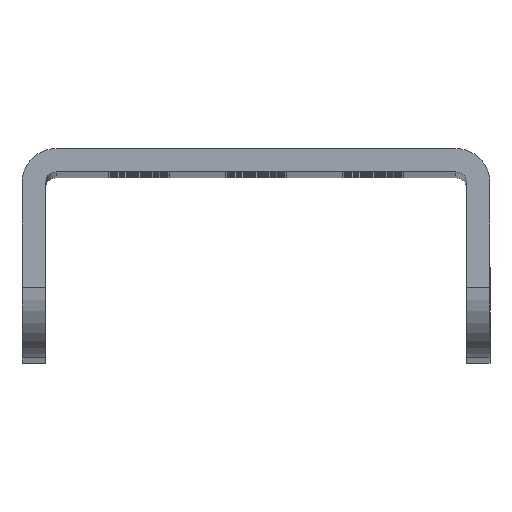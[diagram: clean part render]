
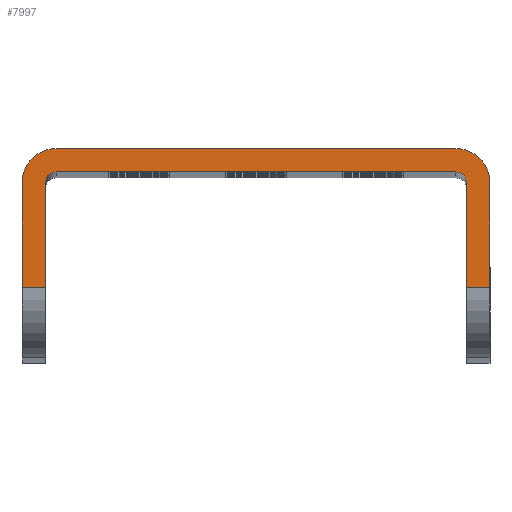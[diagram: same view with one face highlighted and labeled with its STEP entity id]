
A CAD part, top view. The second image highlights one B-rep face of the part: STEP entity #7997.
In plain terms, the highlighted planar face has unit normal (0, 0, 1).
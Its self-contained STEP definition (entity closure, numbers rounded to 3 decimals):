
#83 = CARTESIAN_POINT ( 'NONE',  ( -56.167, 5.143, 392. ) ) ;
#213 = EDGE_LOOP ( 'NONE', ( #6583, #10139, #10968, #8518, #8560, #603, #2446, #5993, #7750, #3288, #8959, #10481 ) ) ;
#225 = CARTESIAN_POINT ( 'NONE',  ( -56.167, 6.743, 392. ) ) ;
#409 = DIRECTION ( 'NONE',  ( 0., 0., -1. ) ) ;
#603 = ORIENTED_EDGE ( 'NONE', *, *, #1486, .F. ) ;
#706 = EDGE_CURVE ( 'NONE', #4259, #2069, #2523, .T. ) ;
#720 = EDGE_CURVE ( 'NONE', #9342, #3346, #2572, .T. ) ;
#741 = EDGE_CURVE ( 'NONE', #6274, #6045, #1554, .T. ) ;
#792 = VERTEX_POINT ( 'NONE', #7610 ) ;
#939 = CARTESIAN_POINT ( 'NONE',  ( -56.167, 4.406, 392. ) ) ;
#1238 = CARTESIAN_POINT ( 'NONE',  ( -56.903, 4.406, 392. ) ) ;
#1241 = AXIS2_PLACEMENT_3D ( 'NONE', #4499, #6326, #3753 ) ;
#1306 = EDGE_CURVE ( 'NONE', #5189, #3514, #7142, .T. ) ;
#1424 = CIRCLE ( 'NONE', #1968, 2.337 ) ;
#1432 = CIRCLE ( 'NONE', #1796, 0.737 ) ;
#1486 = EDGE_CURVE ( 'NONE', #6045, #792, #6327, .T. ) ;
#1489 = DIRECTION ( 'NONE',  ( 0., -1., 0. ) ) ;
#1554 = LINE ( 'NONE', #4931, #5217 ) ;
#1796 = AXIS2_PLACEMENT_3D ( 'NONE', #939, #4593, #6309 ) ;
#1928 = DIRECTION ( 'NONE',  ( 0., 1., 0. ) ) ;
#1968 = AXIS2_PLACEMENT_3D ( 'NONE', #8242, #409, #6470 ) ;
#1971 = VECTOR ( 'NONE', #6490, 1000. ) ;
#2069 = VERTEX_POINT ( 'NONE', #11294 ) ;
#2087 = VERTEX_POINT ( 'NONE', #3325 ) ;
#2104 = CARTESIAN_POINT ( 'NONE',  ( -28.84, 4.406, 392. ) ) ;
#2361 = DIRECTION ( 'NONE',  ( 1., 0., 0. ) ) ;
#2446 = ORIENTED_EDGE ( 'NONE', *, *, #741, .F. ) ;
#2464 = CARTESIAN_POINT ( 'NONE',  ( -56.903, 5.143, 392. ) ) ;
#2523 = LINE ( 'NONE', #2464, #5946 ) ;
#2566 = CARTESIAN_POINT ( 'NONE',  ( -28.103, 6.743, 392. ) ) ;
#2567 = CARTESIAN_POINT ( 'NONE',  ( -28.84, 6.743, 392. ) ) ;
#2572 = LINE ( 'NONE', #11235, #3209 ) ;
#2593 = VERTEX_POINT ( 'NONE', #6664 ) ;
#2605 = EDGE_CURVE ( 'NONE', #792, #9342, #9990, .T. ) ;
#2627 = VERTEX_POINT ( 'NONE', #1238 ) ;
#2832 = EDGE_CURVE ( 'NONE', #2627, #4259, #1432, .T. ) ;
#3209 = VECTOR ( 'NONE', #9444, 1000. ) ;
#3229 = EDGE_CURVE ( 'NONE', #5189, #2087, #10253, .T. ) ;
#3288 = ORIENTED_EDGE ( 'NONE', *, *, #3229, .T. ) ;
#3313 = LINE ( 'NONE', #2566, #7021 ) ;
#3325 = CARTESIAN_POINT ( 'NONE',  ( -56.903, -2.757, 392. ) ) ;
#3336 = CARTESIAN_POINT ( 'NONE',  ( -56.903, 4.406, 392. ) ) ;
#3346 = VERTEX_POINT ( 'NONE', #3722 ) ;
#3514 = VERTEX_POINT ( 'NONE', #10886 ) ;
#3722 = CARTESIAN_POINT ( 'NONE',  ( -28.103, -2.757, 392. ) ) ;
#3753 = DIRECTION ( 'NONE',  ( -1., 0., 0. ) ) ;
#3760 = EDGE_CURVE ( 'NONE', #2069, #2593, #4158, .T. ) ;
#4085 = CARTESIAN_POINT ( 'NONE',  ( -26.503, 6.743, 392. ) ) ;
#4158 = CIRCLE ( 'NONE', #1241, 0.737 ) ;
#4259 = VERTEX_POINT ( 'NONE', #83 ) ;
#4397 = DIRECTION ( 'NONE',  ( 0., 1., 0. ) ) ;
#4499 = CARTESIAN_POINT ( 'NONE',  ( -28.84, 4.406, 392. ) ) ;
#4593 = DIRECTION ( 'NONE',  ( 0., 0., -1. ) ) ;
#4727 = VECTOR ( 'NONE', #1928, 1000. ) ;
#4766 = CARTESIAN_POINT ( 'NONE',  ( -26.503, -2.757, 392. ) ) ;
#4770 = EDGE_CURVE ( 'NONE', #2593, #3346, #3313, .T. ) ;
#4931 = CARTESIAN_POINT ( 'NONE',  ( -58.503, 6.743, 392. ) ) ;
#5052 = PLANE ( 'NONE',  #9364 ) ;
#5157 = DIRECTION ( 'NONE',  ( 1., 0., 0. ) ) ;
#5189 = VERTEX_POINT ( 'NONE', #8280 ) ;
#5217 = VECTOR ( 'NONE', #5157, 1000. ) ;
#5261 = CARTESIAN_POINT ( 'NONE',  ( -58.503, -7.557, 392. ) ) ;
#5367 = EDGE_CURVE ( 'NONE', #2087, #2627, #9769, .T. ) ;
#5417 = AXIS2_PLACEMENT_3D ( 'NONE', #2104, #7365, #7201 ) ;
#5911 = FACE_OUTER_BOUND ( 'NONE', #213, .T. ) ;
#5934 = EDGE_CURVE ( 'NONE', #3514, #6274, #1424, .T. ) ;
#5946 = VECTOR ( 'NONE', #7670, 1000. ) ;
#5993 = ORIENTED_EDGE ( 'NONE', *, *, #5934, .F. ) ;
#6045 = VERTEX_POINT ( 'NONE', #2567 ) ;
#6274 = VERTEX_POINT ( 'NONE', #225 ) ;
#6309 = DIRECTION ( 'NONE',  ( -1., 0., 0. ) ) ;
#6326 = DIRECTION ( 'NONE',  ( 0., 0., -1. ) ) ;
#6327 = CIRCLE ( 'NONE', #5417, 2.337 ) ;
#6470 = DIRECTION ( 'NONE',  ( -1., 0., 0. ) ) ;
#6490 = DIRECTION ( 'NONE',  ( 0., -1., 0. ) ) ;
#6583 = ORIENTED_EDGE ( 'NONE', *, *, #706, .T. ) ;
#6664 = CARTESIAN_POINT ( 'NONE',  ( -28.103, 4.406, 392. ) ) ;
#6773 = DIRECTION ( 'NONE',  ( 1., 0., 0. ) ) ;
#7021 = VECTOR ( 'NONE', #1489, 1000. ) ;
#7142 = LINE ( 'NONE', #5261, #8334 ) ;
#7201 = DIRECTION ( 'NONE',  ( -1., 0., 0. ) ) ;
#7365 = DIRECTION ( 'NONE',  ( 0., 0., -1. ) ) ;
#7610 = CARTESIAN_POINT ( 'NONE',  ( -26.503, 4.406, 392. ) ) ;
#7670 = DIRECTION ( 'NONE',  ( 1., 0., 0. ) ) ;
#7750 = ORIENTED_EDGE ( 'NONE', *, *, #1306, .F. ) ;
#7997 = ADVANCED_FACE ( 'NONE', ( #5911 ), #5052, .T. ) ;
#8242 = CARTESIAN_POINT ( 'NONE',  ( -56.167, 4.406, 392. ) ) ;
#8280 = CARTESIAN_POINT ( 'NONE',  ( -58.503, -2.757, 392. ) ) ;
#8334 = VECTOR ( 'NONE', #4397, 1000. ) ;
#8518 = ORIENTED_EDGE ( 'NONE', *, *, #720, .F. ) ;
#8560 = ORIENTED_EDGE ( 'NONE', *, *, #2605, .F. ) ;
#8959 = ORIENTED_EDGE ( 'NONE', *, *, #5367, .T. ) ;
#9342 = VERTEX_POINT ( 'NONE', #4766 ) ;
#9364 = AXIS2_PLACEMENT_3D ( 'NONE', #3336, #11249, #6773 ) ;
#9444 = DIRECTION ( 'NONE',  ( -1., 0., 0. ) ) ;
#9769 = LINE ( 'NONE', #11334, #4727 ) ;
#9990 = LINE ( 'NONE', #4085, #1971 ) ;
#10139 = ORIENTED_EDGE ( 'NONE', *, *, #3760, .T. ) ;
#10202 = CARTESIAN_POINT ( 'NONE',  ( -28.84, -2.757, 392. ) ) ;
#10253 = LINE ( 'NONE', #10202, #11097 ) ;
#10481 = ORIENTED_EDGE ( 'NONE', *, *, #2832, .T. ) ;
#10886 = CARTESIAN_POINT ( 'NONE',  ( -58.503, 4.406, 392. ) ) ;
#10968 = ORIENTED_EDGE ( 'NONE', *, *, #4770, .T. ) ;
#11097 = VECTOR ( 'NONE', #2361, 1000. ) ;
#11235 = CARTESIAN_POINT ( 'NONE',  ( -26.503, -2.757, 392. ) ) ;
#11249 = DIRECTION ( 'NONE',  ( 0., 0., 1. ) ) ;
#11294 = CARTESIAN_POINT ( 'NONE',  ( -28.84, 5.143, 392. ) ) ;
#11334 = CARTESIAN_POINT ( 'NONE',  ( -56.903, -7.557, 392. ) ) ;
